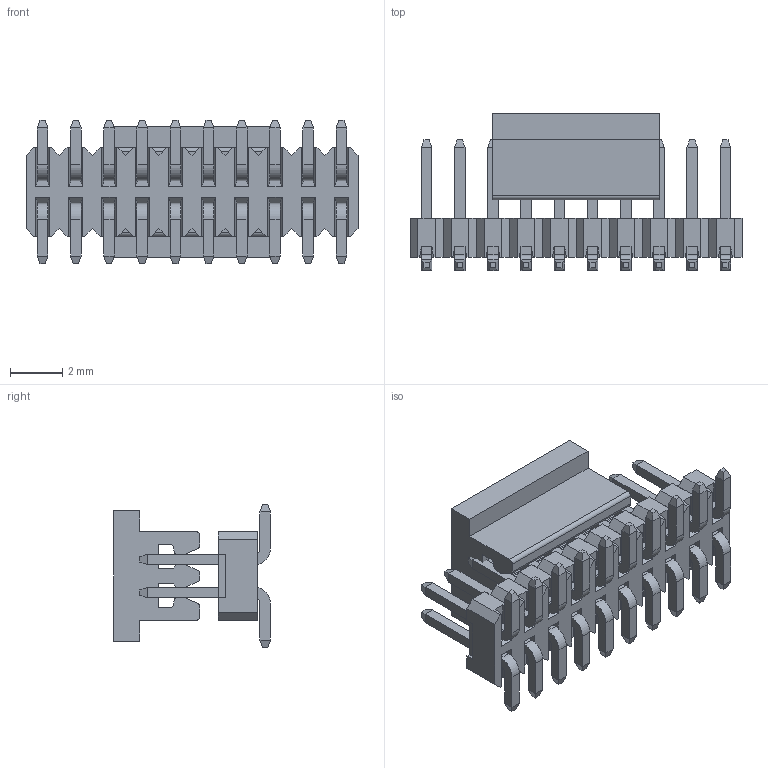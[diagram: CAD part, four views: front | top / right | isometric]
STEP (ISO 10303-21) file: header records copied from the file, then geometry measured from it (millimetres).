
FILE_DESCRIPTION( ('This file contains a STEP AP42 implementation' ,'as created by ZW3D STEP Interface translator.') ,'2;1' );
FILE_NAME( '1315-12XXXXM067XXXX(拸翐).stp' ,'23 316. 94624', (''), ('ZWCAD Software Co.'), 'Version 1.0', 'ZW3D to STEP translator', '' );
FILE_SCHEMA(('AUTOMOTIVE_DESIGN { 1 0 10303 214 1 1 1 1 }'));
Length unit declared in the file: millimetre
Products named in the file (2): 0; 1315-1210XXM067XXXX(拸翐)
Bounding box: 12.7 x 6 x 5.5 mm (x, y, z)
Volume: 132.8 mm3; surface area: 596.2 mm2
Topology: 22 solids, 22 shells, 695 faces, 1786 edges, 1124 vertices
Faces by surface type: plane 641, cylinder 54
Entity records: 21258 total; most frequent: CARTESIAN_POINT 3606, ORIENTED_EDGE 3572, DIRECTION 3286, EDGE_CURVE 1786, VECTOR 1678, LINE 1678, VERTEX_POINT 1124, AXIS2_PLACEMENT_3D 804
